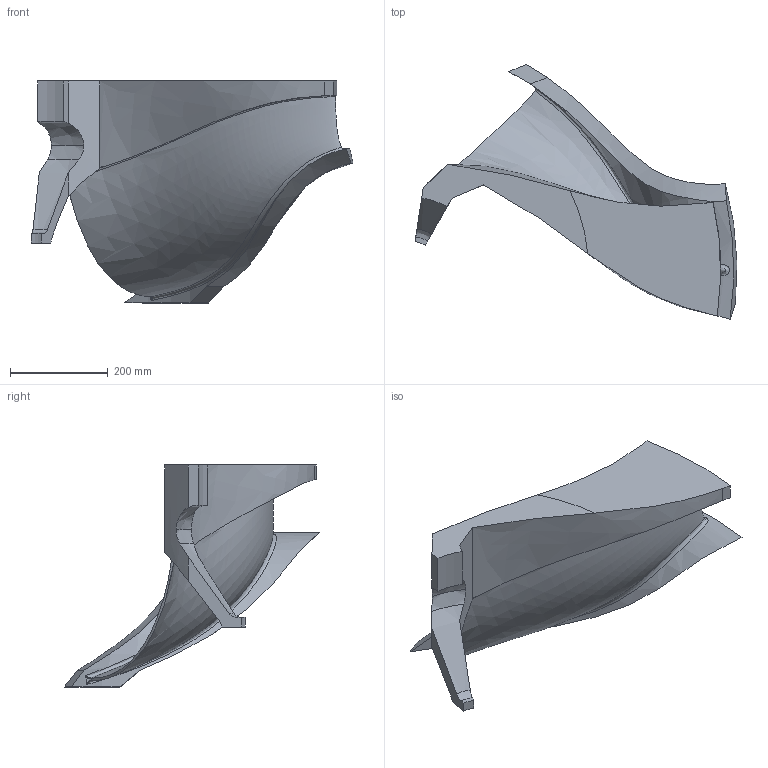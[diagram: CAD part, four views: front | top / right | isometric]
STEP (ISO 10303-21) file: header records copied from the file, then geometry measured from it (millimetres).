
FILE_DESCRIPTION(/* description */ (''),/* implementation_level */ '2;1');
FILE_NAME(/* name */ 'AUTORE~3',/* time_stamp */ '2013-07-17T08:20:28+02:00',/* author */ (''),/* organization */ (''),/* preprocessor_version */ 'ST-DEVELOPER v15',/* originating_system */ '',/* authorisation */ '');
FILE_SCHEMA (('CONFIG_CONTROL_DESIGN'));
Length unit declared in the file: millimetre
Products named in the file (1): Document
Bounding box: 660.22 x 524.05 x 455.42 mm (x, y, z)
Volume: 10162480.6 mm3; surface area: 822826.9 mm2
Topology: 1 solids, 1 shells, 46 faces, 120 edges, 74 vertices
Faces by surface type: bspline 40, plane 6
Entity records: 14192 total; most frequent: CARTESIAN_POINT 13410, ORIENTED_EDGE 234, EDGE_CURVE 117, B_SPLINE_CURVE_WITH_KNOTS 92, VERTEX_POINT 74, EDGE_LOOP 47, ADVANCED_FACE 46, FACE_OUTER_BOUND 46
